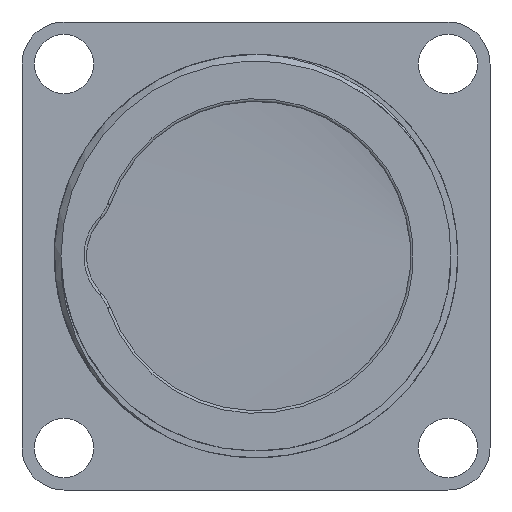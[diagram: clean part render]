
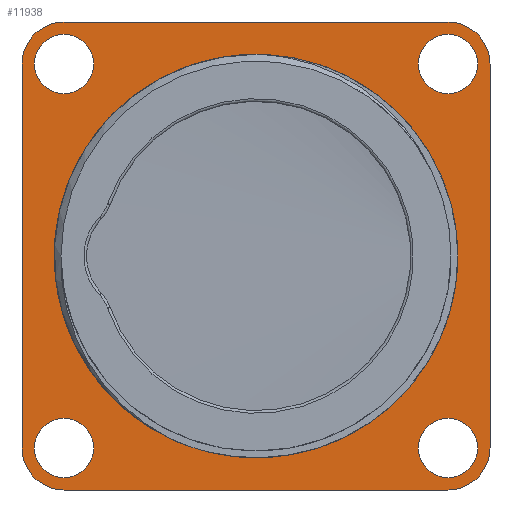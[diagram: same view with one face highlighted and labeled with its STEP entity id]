
A CAD part, left-side view. The second image highlights one B-rep face of the part: STEP entity #11938.
In plain terms, the highlighted planar face has unit normal (-1, 0, 0).
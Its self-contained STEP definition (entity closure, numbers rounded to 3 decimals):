
#266=FACE_BOUND('',#1995,.T.);
#267=FACE_BOUND('',#1996,.T.);
#268=FACE_BOUND('',#1997,.T.);
#269=FACE_BOUND('',#1998,.T.);
#270=FACE_BOUND('',#1999,.T.);
#429=PLANE('',#12748);
#676=CIRCLE('',#12590,13.5);
#677=CIRCLE('',#12591,13.5);
#695=CIRCLE('',#12618,2.2);
#696=CIRCLE('',#12619,2.2);
#698=CIRCLE('',#12622,2.2);
#699=CIRCLE('',#12623,2.2);
#701=CIRCLE('',#12626,2.2);
#702=CIRCLE('',#12627,2.2);
#704=CIRCLE('',#12630,2.2);
#705=CIRCLE('',#12631,2.2);
#788=CIRCLE('',#12749,3.125);
#789=CIRCLE('',#12750,3.125);
#790=CIRCLE('',#12751,3.125);
#791=CIRCLE('',#12752,3.125);
#1340=FACE_OUTER_BOUND('',#1994,.T.);
#1994=EDGE_LOOP('',(#7881,#7882,#7883,#7884,#7885,#7886,#7887,#7888));
#1995=EDGE_LOOP('',(#7889,#7890));
#1996=EDGE_LOOP('',(#7891,#7892));
#1997=EDGE_LOOP('',(#7893,#7894));
#1998=EDGE_LOOP('',(#7895,#7896));
#1999=EDGE_LOOP('',(#7897,#7898));
#3097=LINE('',#17221,#3833);
#3101=LINE('',#17230,#3837);
#3127=LINE('',#17604,#3863);
#3128=LINE('',#17611,#3864);
#3833=VECTOR('',#13878,10.);
#3837=VECTOR('',#13884,10.);
#3863=VECTOR('',#14172,10.);
#3864=VECTOR('',#14181,10.);
#4609=VERTEX_POINT('',#17038);
#4610=VERTEX_POINT('',#17040);
#4626=VERTEX_POINT('',#17218);
#4627=VERTEX_POINT('',#17220);
#4630=VERTEX_POINT('',#17227);
#4631=VERTEX_POINT('',#17229);
#4633=VERTEX_POINT('',#17235);
#4634=VERTEX_POINT('',#17236);
#4636=VERTEX_POINT('',#17243);
#4637=VERTEX_POINT('',#17244);
#4639=VERTEX_POINT('',#17251);
#4640=VERTEX_POINT('',#17252);
#4642=VERTEX_POINT('',#17259);
#4643=VERTEX_POINT('',#17260);
#4713=VERTEX_POINT('',#17600);
#4714=VERTEX_POINT('',#17602);
#4715=VERTEX_POINT('',#17608);
#4716=VERTEX_POINT('',#17610);
#5851=EDGE_CURVE('',#4609,#4610,#676,.T.);
#5852=EDGE_CURVE('',#4610,#4609,#677,.T.);
#5875=EDGE_CURVE('',#4626,#4627,#3097,.T.);
#5879=EDGE_CURVE('',#4630,#4631,#3101,.T.);
#5882=EDGE_CURVE('',#4633,#4634,#695,.T.);
#5883=EDGE_CURVE('',#4634,#4633,#696,.T.);
#5886=EDGE_CURVE('',#4636,#4637,#698,.T.);
#5887=EDGE_CURVE('',#4637,#4636,#699,.T.);
#5890=EDGE_CURVE('',#4639,#4640,#701,.T.);
#5891=EDGE_CURVE('',#4640,#4639,#702,.T.);
#5894=EDGE_CURVE('',#4642,#4643,#704,.T.);
#5895=EDGE_CURVE('',#4643,#4642,#705,.T.);
#6000=EDGE_CURVE('',#4714,#4713,#3127,.T.);
#6001=EDGE_CURVE('',#4630,#4713,#788,.T.);
#6002=EDGE_CURVE('',#4714,#4627,#789,.T.);
#6003=EDGE_CURVE('',#4626,#4715,#790,.T.);
#6004=EDGE_CURVE('',#4716,#4715,#3128,.T.);
#6005=EDGE_CURVE('',#4716,#4631,#791,.T.);
#7881=ORIENTED_EDGE('',*,*,#6001,.T.);
#7882=ORIENTED_EDGE('',*,*,#6000,.F.);
#7883=ORIENTED_EDGE('',*,*,#6002,.T.);
#7884=ORIENTED_EDGE('',*,*,#5875,.F.);
#7885=ORIENTED_EDGE('',*,*,#6003,.T.);
#7886=ORIENTED_EDGE('',*,*,#6004,.F.);
#7887=ORIENTED_EDGE('',*,*,#6005,.T.);
#7888=ORIENTED_EDGE('',*,*,#5879,.F.);
#7889=ORIENTED_EDGE('',*,*,#5852,.F.);
#7890=ORIENTED_EDGE('',*,*,#5851,.F.);
#7891=ORIENTED_EDGE('',*,*,#5882,.T.);
#7892=ORIENTED_EDGE('',*,*,#5883,.T.);
#7893=ORIENTED_EDGE('',*,*,#5886,.T.);
#7894=ORIENTED_EDGE('',*,*,#5887,.T.);
#7895=ORIENTED_EDGE('',*,*,#5890,.T.);
#7896=ORIENTED_EDGE('',*,*,#5891,.T.);
#7897=ORIENTED_EDGE('',*,*,#5894,.T.);
#7898=ORIENTED_EDGE('',*,*,#5895,.T.);
#11938=ADVANCED_FACE('',(#1340,#266,#267,#268,#269,#270),#429,.T.);
#12590=AXIS2_PLACEMENT_3D('',#17041,#13823,#13824);
#12591=AXIS2_PLACEMENT_3D('',#17042,#13825,#13826);
#12618=AXIS2_PLACEMENT_3D('',#17237,#13889,#13890);
#12619=AXIS2_PLACEMENT_3D('',#17238,#13891,#13892);
#12622=AXIS2_PLACEMENT_3D('',#17245,#13898,#13899);
#12623=AXIS2_PLACEMENT_3D('',#17246,#13900,#13901);
#12626=AXIS2_PLACEMENT_3D('',#17253,#13907,#13908);
#12627=AXIS2_PLACEMENT_3D('',#17254,#13909,#13910);
#12630=AXIS2_PLACEMENT_3D('',#17261,#13916,#13917);
#12631=AXIS2_PLACEMENT_3D('',#17262,#13918,#13919);
#12748=AXIS2_PLACEMENT_3D('',#17605,#14173,#14174);
#12749=AXIS2_PLACEMENT_3D('',#17606,#14175,#14176);
#12750=AXIS2_PLACEMENT_3D('',#17607,#14177,#14178);
#12751=AXIS2_PLACEMENT_3D('',#17609,#14179,#14180);
#12752=AXIS2_PLACEMENT_3D('',#17612,#14182,#14183);
#13823=DIRECTION('center_axis',(-1.,0.,0.));
#13824=DIRECTION('ref_axis',(0.,-1.,0.));
#13825=DIRECTION('center_axis',(-1.,0.,0.));
#13826=DIRECTION('ref_axis',(0.,-1.,0.));
#13878=DIRECTION('',(0.,0.,1.));
#13884=DIRECTION('',(0.,0.,-1.));
#13889=DIRECTION('center_axis',(1.,0.,0.));
#13890=DIRECTION('ref_axis',(0.,0.,1.));
#13891=DIRECTION('center_axis',(1.,0.,0.));
#13892=DIRECTION('ref_axis',(0.,0.,1.));
#13898=DIRECTION('center_axis',(1.,0.,0.));
#13899=DIRECTION('ref_axis',(0.,-1.,0.));
#13900=DIRECTION('center_axis',(1.,0.,0.));
#13901=DIRECTION('ref_axis',(0.,-1.,0.));
#13907=DIRECTION('center_axis',(1.,0.,0.));
#13908=DIRECTION('ref_axis',(0.,0.,-1.));
#13909=DIRECTION('center_axis',(1.,0.,0.));
#13910=DIRECTION('ref_axis',(0.,0.,-1.));
#13916=DIRECTION('center_axis',(1.,0.,0.));
#13917=DIRECTION('ref_axis',(0.,1.,0.));
#13918=DIRECTION('center_axis',(1.,0.,0.));
#13919=DIRECTION('ref_axis',(0.,1.,0.));
#14172=DIRECTION('',(0.,-1.,0.));
#14173=DIRECTION('center_axis',(-1.,0.,0.));
#14174=DIRECTION('ref_axis',(0.,0.,1.));
#14175=DIRECTION('center_axis',(-1.,0.,0.));
#14176=DIRECTION('ref_axis',(0.,1.,0.));
#14177=DIRECTION('center_axis',(-1.,0.,0.));
#14178=DIRECTION('ref_axis',(0.,0.,-1.));
#14179=DIRECTION('center_axis',(-1.,0.,0.));
#14180=DIRECTION('ref_axis',(0.,-1.,0.));
#14181=DIRECTION('',(0.,1.,0.));
#14182=DIRECTION('center_axis',(-1.,0.,0.));
#14183=DIRECTION('ref_axis',(0.,0.,1.));
#17038=CARTESIAN_POINT('',(38.,0.,13.5));
#17040=CARTESIAN_POINT('',(38.,13.5,0.));
#17041=CARTESIAN_POINT('Origin',(38.,0.,0.));
#17042=CARTESIAN_POINT('Origin',(38.,0.,0.));
#17218=CARTESIAN_POINT('',(38.,17.4,-14.275));
#17220=CARTESIAN_POINT('',(38.,17.4,14.275));
#17221=CARTESIAN_POINT('',(38.,17.4,8.7));
#17227=CARTESIAN_POINT('',(38.,-17.4,14.275));
#17229=CARTESIAN_POINT('',(38.,-17.4,-14.275));
#17230=CARTESIAN_POINT('',(38.,-17.4,-8.7));
#17235=CARTESIAN_POINT('',(38.,14.275,-12.075));
#17236=CARTESIAN_POINT('',(38.,14.275,-16.475));
#17237=CARTESIAN_POINT('Origin',(38.,14.275,-14.275));
#17238=CARTESIAN_POINT('Origin',(38.,14.275,-14.275));
#17243=CARTESIAN_POINT('',(38.,12.075,14.275));
#17244=CARTESIAN_POINT('',(38.,16.475,14.275));
#17245=CARTESIAN_POINT('Origin',(38.,14.275,14.275));
#17246=CARTESIAN_POINT('Origin',(38.,14.275,14.275));
#17251=CARTESIAN_POINT('',(38.,-14.275,12.075));
#17252=CARTESIAN_POINT('',(38.,-14.275,16.475));
#17253=CARTESIAN_POINT('Origin',(38.,-14.275,14.275));
#17254=CARTESIAN_POINT('Origin',(38.,-14.275,14.275));
#17259=CARTESIAN_POINT('',(38.,-12.075,-14.275));
#17260=CARTESIAN_POINT('',(38.,-16.475,-14.275));
#17261=CARTESIAN_POINT('Origin',(38.,-14.275,-14.275));
#17262=CARTESIAN_POINT('Origin',(38.,-14.275,-14.275));
#17600=CARTESIAN_POINT('',(38.,-14.275,17.4));
#17602=CARTESIAN_POINT('',(38.,14.275,17.4));
#17604=CARTESIAN_POINT('',(38.,-8.7,17.4));
#17605=CARTESIAN_POINT('Origin',(38.,17.4,0.));
#17606=CARTESIAN_POINT('Origin',(38.,-14.275,14.275));
#17607=CARTESIAN_POINT('Origin',(38.,14.275,14.275));
#17608=CARTESIAN_POINT('',(38.,14.275,-17.4));
#17609=CARTESIAN_POINT('Origin',(38.,14.275,-14.275));
#17610=CARTESIAN_POINT('',(38.,-14.275,-17.4));
#17611=CARTESIAN_POINT('',(38.,8.7,-17.4));
#17612=CARTESIAN_POINT('Origin',(38.,-14.275,-14.275));
